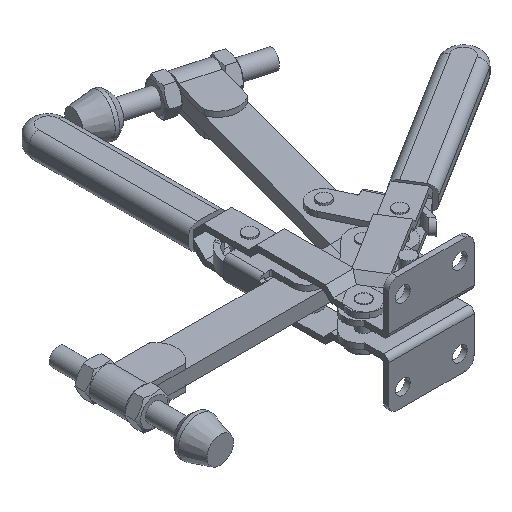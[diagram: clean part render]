
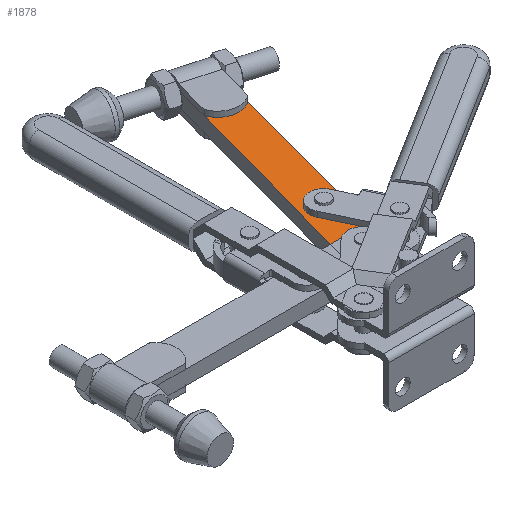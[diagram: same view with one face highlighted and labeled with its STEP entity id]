
A CAD part, isometric view. The second image highlights one B-rep face of the part: STEP entity #1878.
In plain terms, the highlighted planar face has unit normal (0, 0, 1).
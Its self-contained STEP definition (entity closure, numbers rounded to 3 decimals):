
#1580=CARTESIAN_POINT('',(55.57,185.693,17.233));
#1581=VERTEX_POINT('',#1580);
#1643=CARTESIAN_POINT('',(74.854,180.391,17.233));
#1644=VERTEX_POINT('',#1643);
#1645=CARTESIAN_POINT('',(67.072,189.806,17.233));
#1646=DIRECTION('',(0.,0.,-1.));
#1647=DIRECTION('',(-0.942,-0.337,0.));
#1648=AXIS2_PLACEMENT_3D('',#1645,#1646,#1647);
#1649=CIRCLE('',#1648,12.215);
#1650=EDGE_CURVE('',#1644,#1581,#1649,.T.);
#1806=CARTESIAN_POINT('',(52.563,137.038,17.233));
#1807=DIRECTION('',(0.0,0.0,1.0));
#1808=DIRECTION('',(-0.265,-0.964,0.0));
#1809=AXIS2_PLACEMENT_3D('',#1806,#1807,#1808);
#1810=PLANE('',#1809);
#1811=ORIENTED_EDGE('',*,*,#1650,.T.);
#1812=CARTESIAN_POINT('',(28.609,87.635,17.233));
#1813=VERTEX_POINT('',#1812);
#1814=CARTESIAN_POINT('',(28.609,87.635,17.233));
#1815=DIRECTION('',(0.265,0.964,0.));
#1816=VECTOR('',#1815,101.697);
#1817=LINE('',#1814,#1816);
#1818=EDGE_CURVE('',#1813,#1581,#1817,.T.);
#1819=ORIENTED_EDGE('',*,*,#1818,.F.);
#1820=CARTESIAN_POINT('',(36.612,87.635,17.233));
#1821=VERTEX_POINT('',#1820);
#1822=CARTESIAN_POINT('',(28.609,87.635,17.233));
#1823=DIRECTION('',(1.0,0.0,0.0));
#1824=VECTOR('',#1823,8.003);
#1825=LINE('',#1822,#1824);
#1826=EDGE_CURVE('',#1813,#1821,#1825,.T.);
#1827=ORIENTED_EDGE('',*,*,#1826,.T.);
#1828=CARTESIAN_POINT('',(46.612,77.671,17.233));
#1829=VERTEX_POINT('',#1828);
#1830=CARTESIAN_POINT('',(36.612,77.635,17.233));
#1831=DIRECTION('',(0.0,0.0,-1.0));
#1832=DIRECTION('',(0.0,1.0,0.0));
#1833=AXIS2_PLACEMENT_3D('',#1830,#1831,#1832);
#1834=CIRCLE('',#1833,10.);
#1835=EDGE_CURVE('',#1821,#1829,#1834,.T.);
#1836=ORIENTED_EDGE('',*,*,#1835,.T.);
#1837=CARTESIAN_POINT('',(48.099,83.08,17.233));
#1838=VERTEX_POINT('',#1837);
#1839=CARTESIAN_POINT('',(48.099,83.08,17.233));
#1840=DIRECTION('',(-0.265,-0.964,0.0));
#1841=VECTOR('',#1840,5.609);
#1842=LINE('',#1839,#1841);
#1843=EDGE_CURVE('',#1838,#1829,#1842,.T.);
#1844=ORIENTED_EDGE('',*,*,#1843,.F.);
#1845=CARTESIAN_POINT('',(37.873,104.55,17.233));
#1846=VERTEX_POINT('',#1845);
#1847=CARTESIAN_POINT('',(48.099,83.08,17.233));
#1848=DIRECTION('',(-0.43,0.903,0.0));
#1849=VECTOR('',#1848,23.781);
#1850=LINE('',#1847,#1849);
#1851=EDGE_CURVE('',#1838,#1846,#1850,.T.);
#1852=ORIENTED_EDGE('',*,*,#1851,.T.);
#1853=CARTESIAN_POINT('',(52.318,111.43,17.233));
#1854=VERTEX_POINT('',#1853);
#1855=CARTESIAN_POINT('',(45.095,107.99,17.233));
#1856=DIRECTION('',(0.,0.,-1.0));
#1857=DIRECTION('',(0.43,-0.903,0.));
#1858=AXIS2_PLACEMENT_3D('',#1855,#1856,#1857);
#1859=CIRCLE('',#1858,8.);
#1860=EDGE_CURVE('',#1846,#1854,#1859,.T.);
#1861=ORIENTED_EDGE('',*,*,#1860,.T.);
#1862=CARTESIAN_POINT('',(54.585,106.67,17.233));
#1863=VERTEX_POINT('',#1862);
#1864=CARTESIAN_POINT('',(52.318,111.43,17.233));
#1865=DIRECTION('',(0.43,-0.903,0.0));
#1866=VECTOR('',#1865,5.272);
#1867=LINE('',#1864,#1866);
#1868=EDGE_CURVE('',#1854,#1863,#1867,.T.);
#1869=ORIENTED_EDGE('',*,*,#1868,.T.);
#1870=CARTESIAN_POINT('',(74.854,180.391,17.233));
#1871=DIRECTION('',(-0.265,-0.964,0.));
#1872=VECTOR('',#1871,76.457);
#1873=LINE('',#1870,#1872);
#1874=EDGE_CURVE('',#1644,#1863,#1873,.T.);
#1875=ORIENTED_EDGE('',*,*,#1874,.F.);
#1876=EDGE_LOOP('',(#1811,#1819,#1827,#1836,#1844,#1852,#1861,#1869,#1875));
#1877=FACE_OUTER_BOUND('',#1876,.T.);
#1878=ADVANCED_FACE('',(#1877),#1810,.T.);
